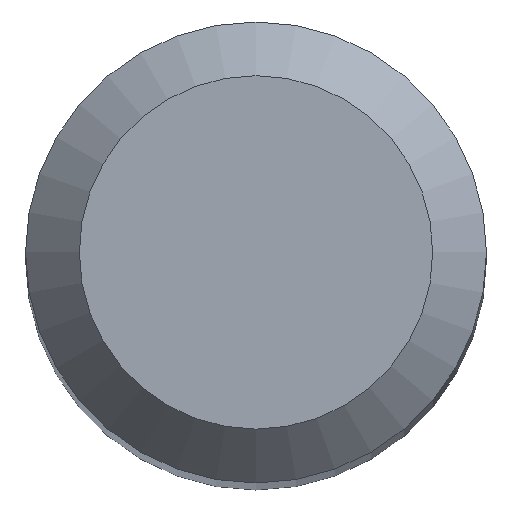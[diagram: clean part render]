
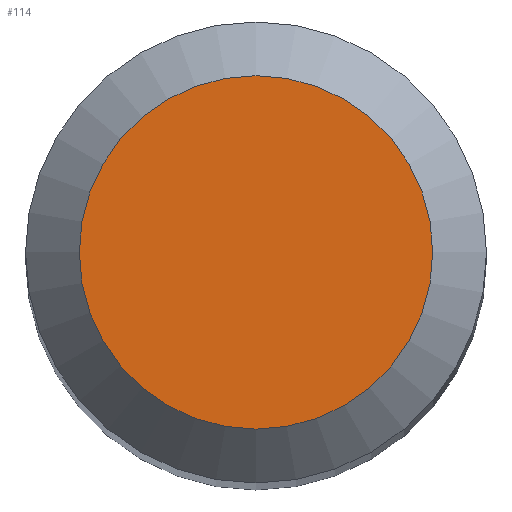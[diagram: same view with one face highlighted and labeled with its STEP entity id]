
A CAD part, top view. The second image highlights one B-rep face of the part: STEP entity #114.
In plain terms, the highlighted planar face has unit normal (0, 0, 1).
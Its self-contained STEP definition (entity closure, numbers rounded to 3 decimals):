
#4 = CARTESIAN_POINT ( 'NONE',  ( 0., 2.3, 79. ) ) ;
#17 = DIRECTION ( 'NONE',  ( 0., 1., 0. ) ) ;
#21 = DIRECTION ( 'NONE',  ( 0., 1., 0. ) ) ;
#56 = EDGE_CURVE ( 'NONE', #219, #219, #195, .T. ) ;
#74 = DIRECTION ( 'NONE',  ( 0., 0., -1. ) ) ;
#84 = ORIENTED_EDGE ( 'NONE', *, *, #56, .F. ) ;
#90 = AXIS2_PLACEMENT_3D ( 'NONE', #247, #124, #21 ) ;
#102 = EDGE_LOOP ( 'NONE', ( #84 ) ) ;
#107 = AXIS2_PLACEMENT_3D ( 'NONE', #119, #74, #17 ) ;
#114 = ADVANCED_FACE ( 'NONE', ( #246 ), #222, .F. ) ;
#119 = CARTESIAN_POINT ( 'NONE',  ( 0., 0., 79. ) ) ;
#124 = DIRECTION ( 'NONE',  ( 0., 0., -1. ) ) ;
#195 = CIRCLE ( 'NONE', #90, 2.3 ) ;
#219 = VERTEX_POINT ( 'NONE', #4 ) ;
#222 = PLANE ( 'NONE',  #107 ) ;
#246 = FACE_OUTER_BOUND ( 'NONE', #102, .T. ) ;
#247 = CARTESIAN_POINT ( 'NONE',  ( 0., 0., 79. ) ) ;
